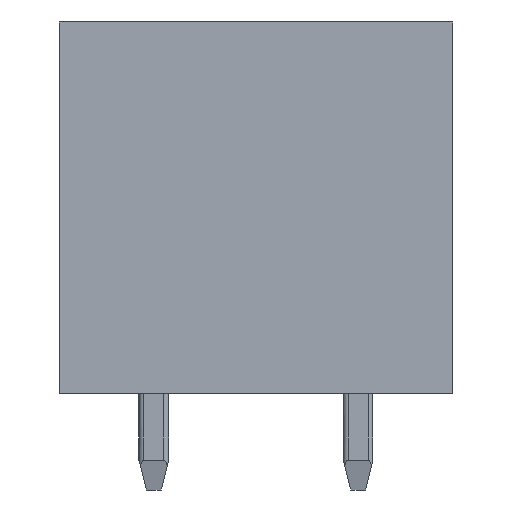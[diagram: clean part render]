
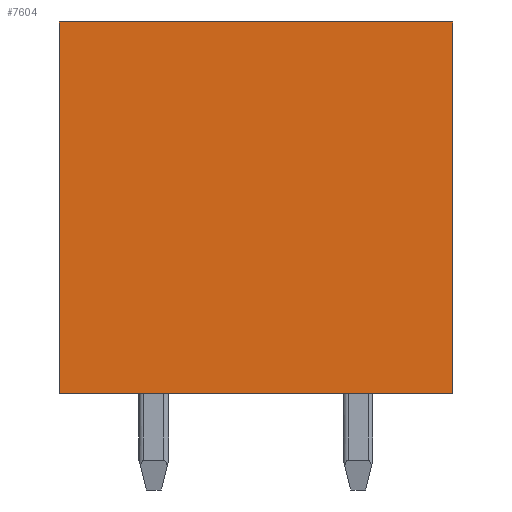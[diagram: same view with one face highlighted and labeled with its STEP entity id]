
A CAD part, left-side view. The second image highlights one B-rep face of the part: STEP entity #7604.
In plain terms, the highlighted planar face has unit normal (-1, 0, 0).
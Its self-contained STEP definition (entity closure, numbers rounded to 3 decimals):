
#601=DIRECTION('',(0.,0.,-1.));
#602=VECTOR('',#601,10.);
#603=CARTESIAN_POINT('',(-18.3,-5.3,3.7));
#604=LINE('',#603,#602);
#605=DIRECTION('',(0.,1.,0.));
#606=VECTOR('',#605,10.6);
#607=CARTESIAN_POINT('',(-18.3,-5.3,-6.3));
#608=LINE('',#607,#606);
#609=DIRECTION('',(0.,0.,1.));
#610=VECTOR('',#609,10.);
#611=CARTESIAN_POINT('',(-18.3,5.3,-6.3));
#612=LINE('',#611,#610);
#613=DIRECTION('',(0.,-1.,0.));
#614=VECTOR('',#613,10.6);
#615=CARTESIAN_POINT('',(-18.3,5.3,3.7));
#616=LINE('',#615,#614);
#5609=CARTESIAN_POINT('',(-18.3,-5.3,3.7));
#5610=CARTESIAN_POINT('',(-18.3,-5.3,-6.3));
#5611=VERTEX_POINT('',#5609);
#5612=VERTEX_POINT('',#5610);
#5613=CARTESIAN_POINT('',(-18.3,5.3,-6.3));
#5614=VERTEX_POINT('',#5613);
#5615=CARTESIAN_POINT('',(-18.3,5.3,3.7));
#5616=VERTEX_POINT('',#5615);
#7593=CARTESIAN_POINT('',(-18.3,0.,0.));
#7594=DIRECTION('',(1.,0.,0.));
#7595=DIRECTION('',(0.,-1.,0.));
#7596=AXIS2_PLACEMENT_3D('',#7593,#7594,#7595);
#7597=PLANE('',#7596);
#7598=ORIENTED_EDGE('',*,*,#7067,.T.);
#7599=ORIENTED_EDGE('',*,*,#7082,.T.);
#7600=ORIENTED_EDGE('',*,*,#7276,.T.);
#7601=ORIENTED_EDGE('',*,*,#7289,.T.);
#7602=EDGE_LOOP('',(#7598,#7599,#7600,#7601));
#7603=FACE_OUTER_BOUND('',#7602,.F.);
#7604=ADVANCED_FACE('',(#7603),#7597,.F.);
#7067=EDGE_CURVE('',#5611,#5612,#604,.T.);
#7082=EDGE_CURVE('',#5612,#5614,#608,.T.);
#7276=EDGE_CURVE('',#5614,#5616,#612,.T.);
#7289=EDGE_CURVE('',#5616,#5611,#616,.T.);
